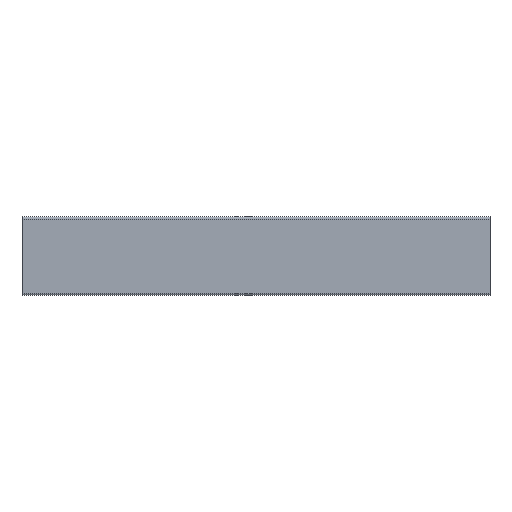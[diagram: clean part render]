
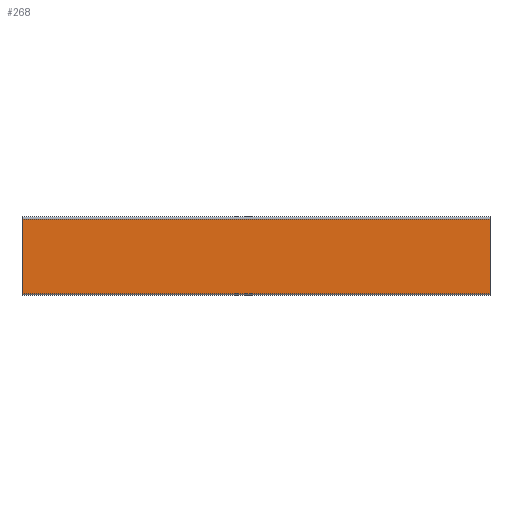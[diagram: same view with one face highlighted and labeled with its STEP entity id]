
A CAD part, front view. The second image highlights one B-rep face of the part: STEP entity #268.
In plain terms, the highlighted planar face has unit normal (0, -1, 0).
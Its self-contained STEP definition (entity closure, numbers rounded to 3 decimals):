
#19 = ORIENTED_EDGE ( 'NONE', *, *, #989, .F. ) ;
#25 = VERTEX_POINT ( 'NONE', #1002 ) ;
#26 = EDGE_CURVE ( 'NONE', #298, #25, #995, .T. ) ;
#168 = VERTEX_POINT ( 'NONE', #1275 ) ;
#268 = ADVANCED_FACE ( 'NONE', ( #1406 ), #1460, .F. ) ;
#298 = VERTEX_POINT ( 'NONE', #1536 ) ;
#305 = ORIENTED_EDGE ( 'NONE', *, *, #26, .T. ) ;
#309 = EDGE_LOOP ( 'NONE', ( #305, #987, #19, #1516 ) ) ;
#315 = EDGE_CURVE ( 'NONE', #168, #298, #1563, .T. ) ;
#605 = CARTESIAN_POINT ( 'NONE',  ( 100., -1702.129, 2650.718 ) ) ;
#640 = DIRECTION ( 'NONE',  ( 0., 0., -1. ) ) ;
#641 = VECTOR ( 'NONE', #640, 1000. ) ;
#642 = CARTESIAN_POINT ( 'NONE',  ( 100., -1702.129, 2666.593 ) ) ;
#643 = LINE ( 'NONE', #642, #641 ) ;
#645 = LINE ( 'NONE', #682, #675 ) ;
#675 = VECTOR ( 'NONE', #681, 1000. ) ;
#681 = DIRECTION ( 'NONE',  ( -1., 0., 0. ) ) ;
#682 = CARTESIAN_POINT ( 'NONE',  ( 100., -1702.129, 2650.718 ) ) ;
#987 = ORIENTED_EDGE ( 'NONE', *, *, #1242, .F. ) ;
#989 = EDGE_CURVE ( 'NONE', #168, #992, #643, .T. ) ;
#992 = VERTEX_POINT ( 'NONE', #605 ) ;
#993 = DIRECTION ( 'NONE',  ( 0., 0., -1. ) ) ;
#994 = VECTOR ( 'NONE', #993, 1000. ) ;
#995 = LINE ( 'NONE', #1007, #994 ) ;
#1002 = CARTESIAN_POINT ( 'NONE',  ( 0., -1702.129, 2650.718 ) ) ;
#1007 = CARTESIAN_POINT ( 'NONE',  ( 0., -1702.129, 2666.593 ) ) ;
#1242 = EDGE_CURVE ( 'NONE', #992, #25, #645, .T. ) ;
#1275 = CARTESIAN_POINT ( 'NONE',  ( 100., -1702.129, 2666.593 ) ) ;
#1401 = AXIS2_PLACEMENT_3D ( 'NONE', #1455, #1454, #1449 ) ;
#1406 = FACE_OUTER_BOUND ( 'NONE', #309, .T. ) ;
#1449 = DIRECTION ( 'NONE',  ( 0., 0., 1. ) ) ;
#1454 = DIRECTION ( 'NONE',  ( 0., 1., 0. ) ) ;
#1455 = CARTESIAN_POINT ( 'NONE',  ( 100., -1702.129, 2666.593 ) ) ;
#1460 = PLANE ( 'NONE',  #1401 ) ;
#1516 = ORIENTED_EDGE ( 'NONE', *, *, #315, .T. ) ;
#1524 = CARTESIAN_POINT ( 'NONE',  ( 100., -1702.129, 2666.593 ) ) ;
#1536 = CARTESIAN_POINT ( 'NONE',  ( 0., -1702.129, 2666.593 ) ) ;
#1561 = DIRECTION ( 'NONE',  ( -1., 0., 0. ) ) ;
#1562 = VECTOR ( 'NONE', #1561, 1000. ) ;
#1563 = LINE ( 'NONE', #1524, #1562 ) ;
